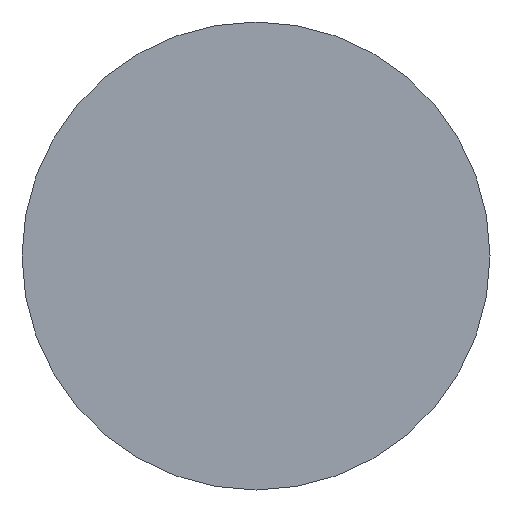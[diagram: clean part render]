
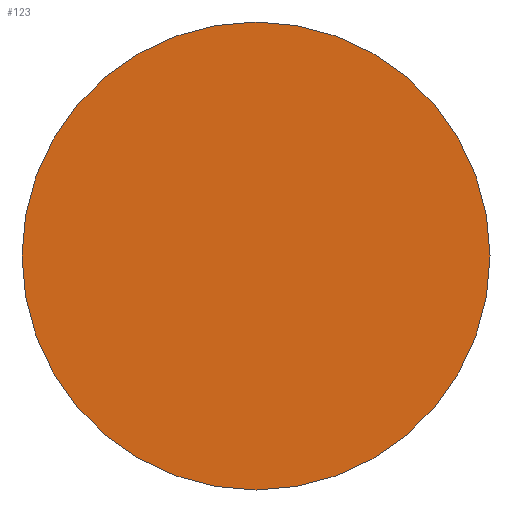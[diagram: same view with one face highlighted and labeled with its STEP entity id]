
A CAD part, left-side view. The second image highlights one B-rep face of the part: STEP entity #123.
In plain terms, the highlighted planar face has unit normal (-1, 0, 0).
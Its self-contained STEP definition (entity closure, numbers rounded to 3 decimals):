
#1 = VERTEX_POINT ( 'NONE', #19 ) ;
#19 = CARTESIAN_POINT ( 'NONE',  ( 260.116, 77.293, 15. ) ) ;
#26 = FACE_OUTER_BOUND ( 'NONE', #49, .T. ) ;
#30 = PLANE ( 'NONE',  #46 ) ;
#37 = DIRECTION ( 'NONE',  ( 0., 0., 1. ) ) ;
#46 = AXIS2_PLACEMENT_3D ( 'NONE', #74, #125, #117 ) ;
#49 = EDGE_LOOP ( 'NONE', ( #60 ) ) ;
#60 = ORIENTED_EDGE ( 'NONE', *, *, #73, .F. ) ;
#69 = DIRECTION ( 'NONE',  ( 1., 0., 0. ) ) ;
#73 = EDGE_CURVE ( 'NONE', #1, #1, #86, .T. ) ;
#74 = CARTESIAN_POINT ( 'NONE',  ( 260.116, 77.293, 0. ) ) ;
#86 = CIRCLE ( 'NONE', #116, 15. ) ;
#90 = CARTESIAN_POINT ( 'NONE',  ( 260.116, 77.293, 0. ) ) ;
#116 = AXIS2_PLACEMENT_3D ( 'NONE', #90, #69, #37 ) ;
#117 = DIRECTION ( 'NONE',  ( 0., 0., -1. ) ) ;
#123 = ADVANCED_FACE ( 'NONE', ( #26 ), #30, .F. ) ;
#125 = DIRECTION ( 'NONE',  ( 1., 0., 0. ) ) ;
